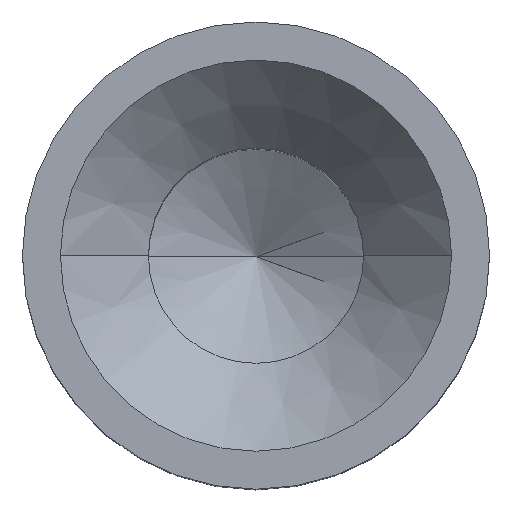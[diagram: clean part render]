
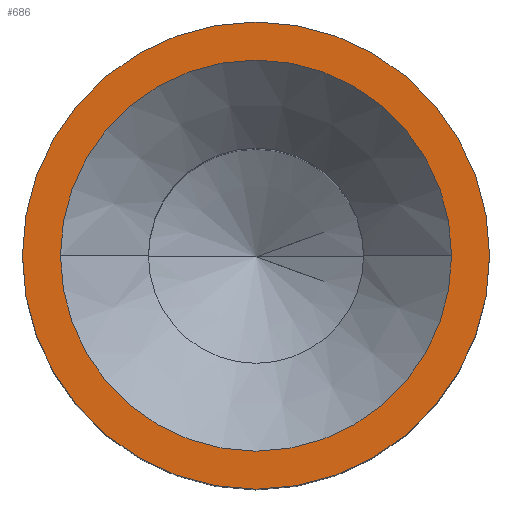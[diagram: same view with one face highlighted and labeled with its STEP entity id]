
A CAD part, top view. The second image highlights one B-rep face of the part: STEP entity #686.
In plain terms, the highlighted planar face has unit normal (0, 0, 1).
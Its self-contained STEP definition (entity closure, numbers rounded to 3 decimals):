
#2 = DIRECTION ( 'NONE',  ( 1., 0., 0. ) ) ;
#9 = DIRECTION ( 'NONE',  ( 0., 0., 1. ) ) ;
#169 = DIRECTION ( 'NONE',  ( 1., 0., 0. ) ) ;
#186 = AXIS2_PLACEMENT_3D ( 'NONE', #1280, #1244, #2 ) ;
#204 = VERTEX_POINT ( 'NONE', #1632 ) ;
#287 = CARTESIAN_POINT ( 'NONE',  ( -0.9, 0., 0. ) ) ;
#318 = CIRCLE ( 'NONE', #2147, 0.9 ) ;
#345 = CIRCLE ( 'NONE', #977, 0.9 ) ;
#526 = ORIENTED_EDGE ( 'NONE', *, *, #1567, .F. ) ;
#609 = EDGE_CURVE ( 'NONE', #1965, #949, #318, .T. ) ;
#642 = AXIS2_PLACEMENT_3D ( 'NONE', #808, #1504, #2235 ) ;
#661 = FACE_OUTER_BOUND ( 'NONE', #1109, .T. ) ;
#686 = ADVANCED_FACE ( 'NONE', ( #1053, #661 ), #2270, .F. ) ;
#698 = DIRECTION ( 'NONE',  ( -1., 0., 0. ) ) ;
#702 = CARTESIAN_POINT ( 'NONE',  ( 0., 0., 0. ) ) ;
#724 = EDGE_LOOP ( 'NONE', ( #526, #1615 ) ) ;
#808 = CARTESIAN_POINT ( 'NONE',  ( 0., 0., 0. ) ) ;
#856 = EDGE_CURVE ( 'NONE', #1031, #204, #1514, .T. ) ;
#949 = VERTEX_POINT ( 'NONE', #1342 ) ;
#977 = AXIS2_PLACEMENT_3D ( 'NONE', #702, #9, #1963 ) ;
#1031 = VERTEX_POINT ( 'NONE', #1573 ) ;
#1053 = FACE_BOUND ( 'NONE', #724, .T. ) ;
#1109 = EDGE_LOOP ( 'NONE', ( #1860, #2153 ) ) ;
#1196 = CARTESIAN_POINT ( 'NONE',  ( 0., 0., 0. ) ) ;
#1244 = DIRECTION ( 'NONE',  ( 0., 0., 1. ) ) ;
#1280 = CARTESIAN_POINT ( 'NONE',  ( 0., 0., 0. ) ) ;
#1342 = CARTESIAN_POINT ( 'NONE',  ( 0.9, 0., 0. ) ) ;
#1364 = CARTESIAN_POINT ( 'NONE',  ( 0., 0., 0. ) ) ;
#1504 = DIRECTION ( 'NONE',  ( 0., 0., 1. ) ) ;
#1514 = CIRCLE ( 'NONE', #186, 1.075 ) ;
#1550 = DIRECTION ( 'NONE',  ( 0., 0., -1. ) ) ;
#1567 = EDGE_CURVE ( 'NONE', #949, #1965, #345, .T. ) ;
#1573 = CARTESIAN_POINT ( 'NONE',  ( 1.075, 0., 0. ) ) ;
#1615 = ORIENTED_EDGE ( 'NONE', *, *, #609, .F. ) ;
#1632 = CARTESIAN_POINT ( 'NONE',  ( -1.075, 0., 0. ) ) ;
#1715 = DIRECTION ( 'NONE',  ( 0., 0., 1. ) ) ;
#1860 = ORIENTED_EDGE ( 'NONE', *, *, #856, .T. ) ;
#1963 = DIRECTION ( 'NONE',  ( 1., 0., 0. ) ) ;
#1965 = VERTEX_POINT ( 'NONE', #287 ) ;
#1967 = EDGE_CURVE ( 'NONE', #204, #1031, #2101, .T. ) ;
#2101 = CIRCLE ( 'NONE', #642, 1.075 ) ;
#2147 = AXIS2_PLACEMENT_3D ( 'NONE', #1196, #1715, #169 ) ;
#2153 = ORIENTED_EDGE ( 'NONE', *, *, #1967, .T. ) ;
#2235 = DIRECTION ( 'NONE',  ( 1., 0., 0. ) ) ;
#2265 = AXIS2_PLACEMENT_3D ( 'NONE', #1364, #1550, #698 ) ;
#2270 = PLANE ( 'NONE',  #2265 ) ;
